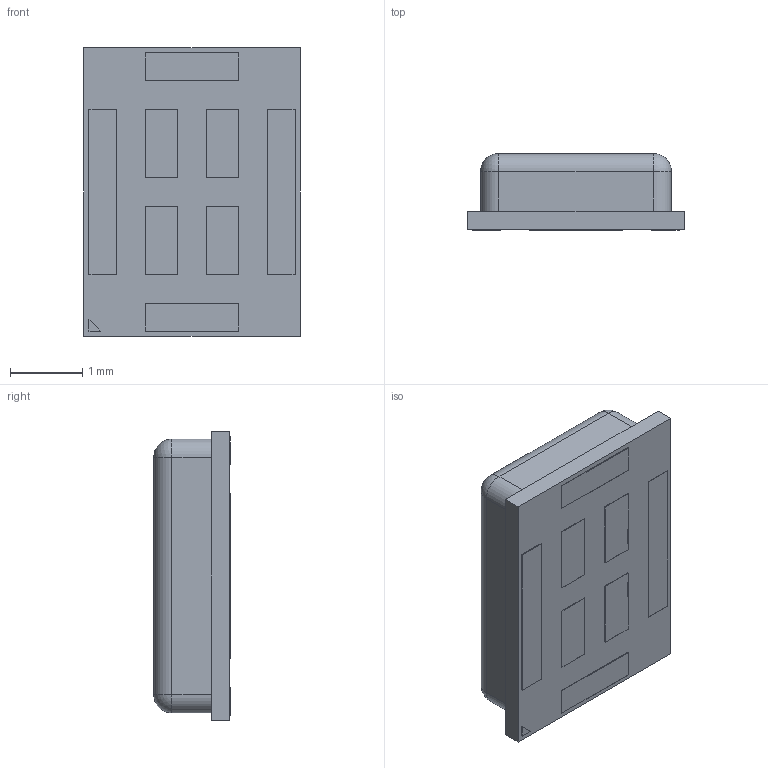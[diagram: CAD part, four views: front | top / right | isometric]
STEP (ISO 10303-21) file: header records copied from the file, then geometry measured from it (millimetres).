
FILE_DESCRIPTION(/* description */ (''),/* implementation_level */ '2;1');
FILE_NAME(/* name */ 'DMM-4326-T-R.ipt.stp',/* time_stamp */ '2020-05-28T12:23:46-04:00',/* author */ ('vandenbroek'),/* organization */ (''),/* preprocessor_version */ 'ST-DEVELOPER v16.1',/* originating_system */ 'Autodesk Inventor 2016',/* authorisation */ '');
FILE_SCHEMA (('AUTOMOTIVE_DESIGN { 1 0 10303 214 3 1 1 }'));
Length unit declared in the file: millimetre
Products named in the file (1): DMM-4326-T-R
Bounding box: 3 x 1.06 x 4 mm (x, y, z)
Volume: 5.1 mm3; surface area: 73.5 mm2
Topology: 12 solids, 12 shells, 86 faces, 170 edges, 109 vertices
Faces by surface type: plane 72, cylinder 10, sphere 4
Full cylindrical faces by diameter (mm): 0.65 x2
Entity records: 2287 total; most frequent: CARTESIAN_POINT 364, DIRECTION 361, ORIENTED_EDGE 338, EDGE_CURVE 168, LINE 149, VECTOR 149, VERTEX_POINT 109, AXIS2_PLACEMENT_3D 106
